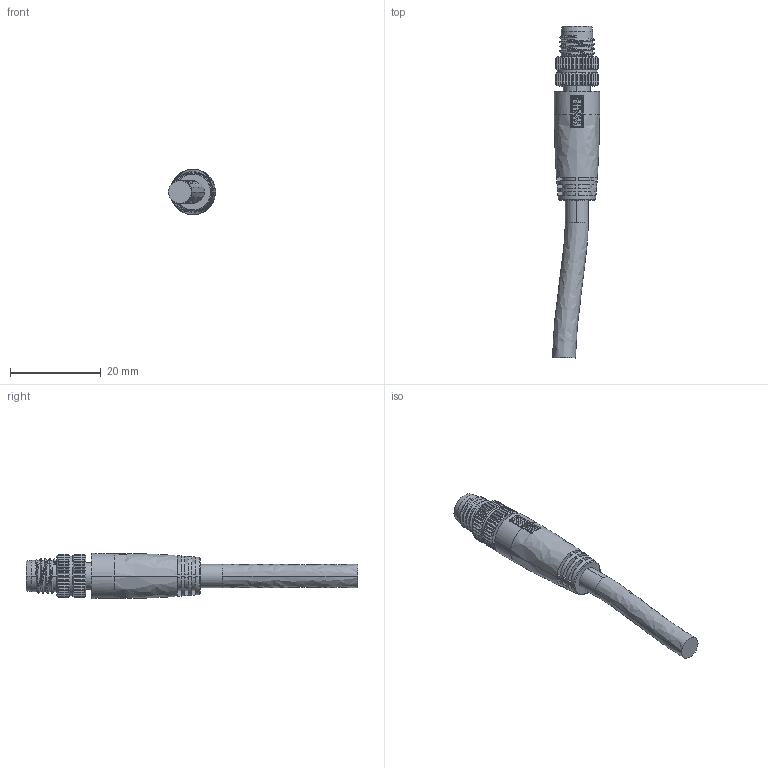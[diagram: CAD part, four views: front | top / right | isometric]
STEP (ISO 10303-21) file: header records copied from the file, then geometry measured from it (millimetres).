
FILE_DESCRIPTION((''),'2;1');
FILE_NAME('M8-MC03-T_SW0002','2024-03-15T',('13288'),(''),'PRO/ENGINEER BY PARAMETRIC TECHNOLOGY CORPORATION, 2012480','PRO/ENGINEER BY PARAMETRIC TECHNOLOGY CORPORATION, 2012480','');
FILE_SCHEMA(('CONFIG_CONTROL_DESIGN'));
Length unit declared in the file: inch
Products named in the file (1): M8-MC03-T_SW0002
Bounding box: 10.41 x 73.36 x 10 mm (x, y, z)
Volume: 2955 mm3; surface area: 2447.8 mm2
Topology: 1 solids, 1 shells, 507 faces, 1396 edges, 909 vertices
Faces by surface type: plane 284, cylinder 143, bspline 48, cone 14, torus 12, sphere 6
Entity records: 21099 total; most frequent: CARTESIAN_POINT 9350, ORIENTED_EDGE 2780, DIRECTION 1960, EDGE_CURVE 1390, VERTEX_POINT 909, AXIS2_PLACEMENT_3D 727, B_SPLINE_CURVE_WITH_KNOTS 616, EDGE_LOOP 531
